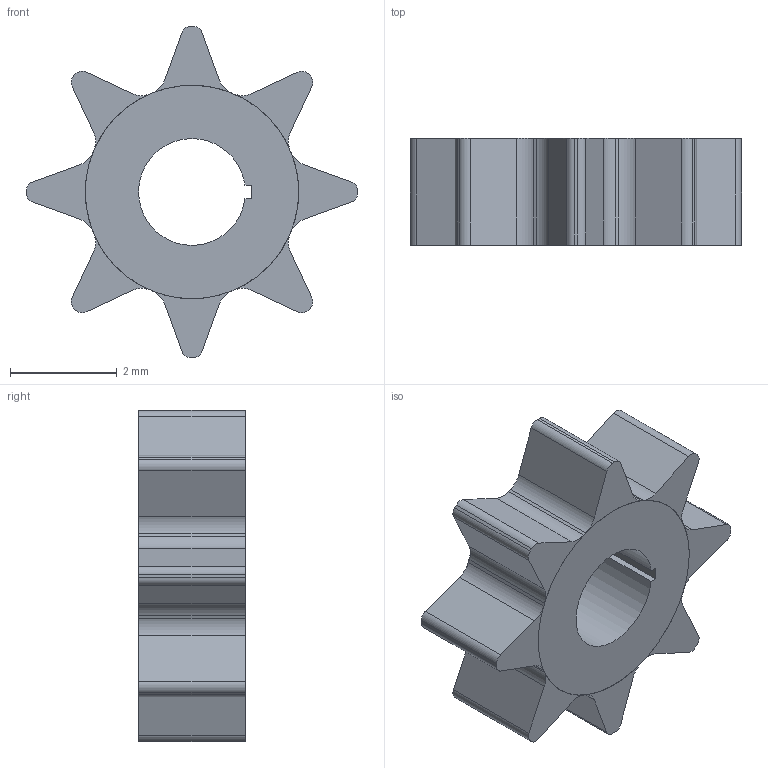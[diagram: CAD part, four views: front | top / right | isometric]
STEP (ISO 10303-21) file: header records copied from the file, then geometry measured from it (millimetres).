
FILE_DESCRIPTION((('zoo.dev export')), '2;1');
FILE_NAME('dump.step', '1970-01-01T00:00:00.0+00:00', ('Author unknown'), ('Organization unknown'), 'zoo.dev beta', 'zoo.dev', 'Authorization unknown');
FILE_SCHEMA(('AP203_CONFIGURATION_CONTROLLED_3D_DESIGN_OF_MECHANICAL_PARTS_AND_ASSEMBLIES_MIM_LF'));
Length unit declared in the file: metre
Products named in the file (9): UNIDENTIFIED_PRODUCT
Bounding box: 6.21 x 2 x 6.21 mm (x, y, z)
Volume: 14.8 mm3; surface area: 117.6 mm2
Topology: 9 solids, 9 shells, 103 faces, 254 edges, 170 vertices
Faces by surface type: plane 53, bspline 50
Entity records: 2980 total; most frequent: CARTESIAN_POINT 1026, ORIENTED_EDGE 508, EDGE_CURVE 255, DIRECTION 208, VERTEX_POINT 170, VECTOR 155, LINE 155, EDGE_LOOP 105
